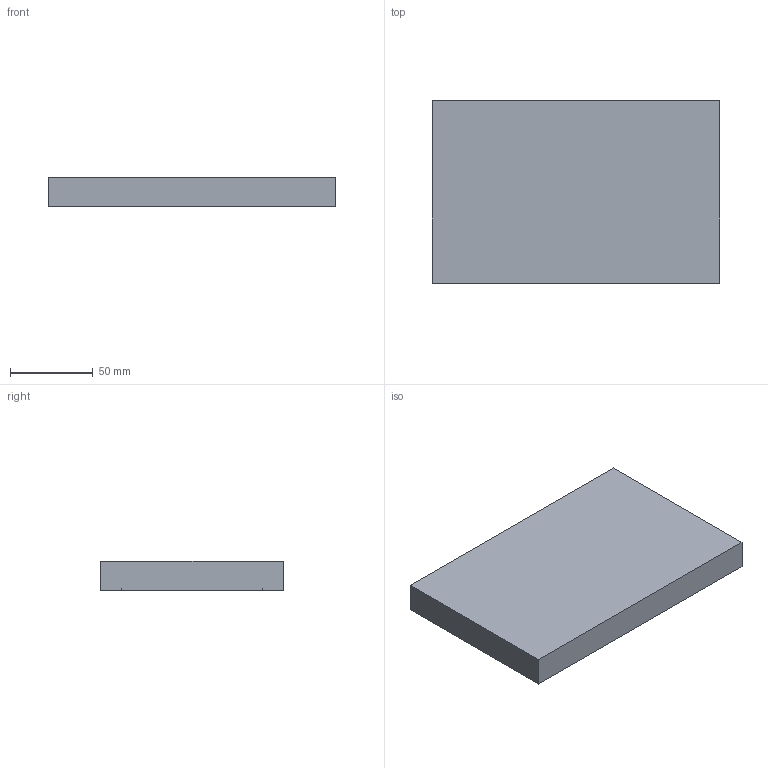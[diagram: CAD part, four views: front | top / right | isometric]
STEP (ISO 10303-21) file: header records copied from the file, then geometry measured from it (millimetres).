
FILE_DESCRIPTION (( 'STEP AP203' ), '1' );
FILE_NAME ('Combiner1.STEP', '2022-01-12T19:54:10', ( '' ), ( '' ), 'SwSTEP 2.0', 'SolidWorks 2014', '' );
FILE_SCHEMA (( 'CONFIG_CONTROL_DESIGN' ));
Length unit declared in the file: millimetre
Products named in the file (1): Combiner1
Bounding box: 173.5 x 110 x 18 mm (x, y, z)
Volume: 297282.9 mm3; surface area: 55481.5 mm2
Topology: 1 solids, 1 shells, 133 faces, 313 edges, 176 vertices
Faces by surface type: bspline 103, plane 18, cylinder 7, torus 5
Entity records: 11252 total; most frequent: CARTESIAN_POINT 8931, ORIENTED_EDGE 614, EDGE_CURVE 307, B_SPLINE_CURVE_WITH_KNOTS 211, DIRECTION 200, VERTEX_POINT 176, ADVANCED_FACE 133, FACE_OUTER_BOUND 133
